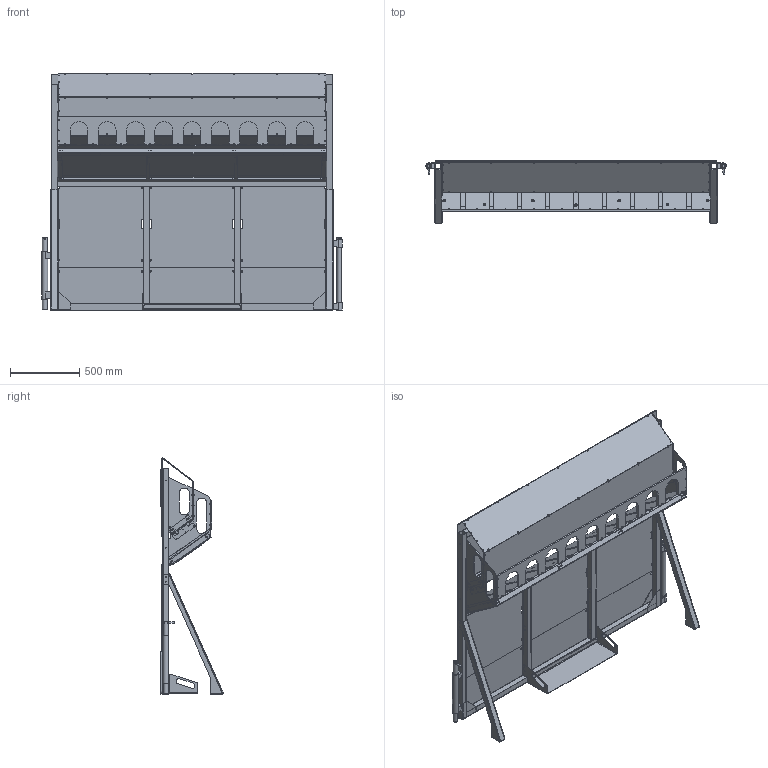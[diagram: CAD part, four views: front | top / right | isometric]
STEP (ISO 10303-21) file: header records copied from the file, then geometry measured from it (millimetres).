
FILE_DESCRIPTION(/* description */ ('STEP AP242','CAx-IF Rec.Pracs.---Representation and Presentation of Product Manufacturing Information (PMI)---4.0---2014-10-13','CAx-IF Rec.Pracs.---3D Tessellated Geometry---0.4---2014-09-14','2;1'),/* implementation_level */ '2;1');
FILE_NAME(/* name */ '67ad351f0209ca6ac55935ec',/* time_stamp */ '2025-02-12T23:56:16Z',/* author */ (''),/* organization */ (''),/* preprocessor_version */ 'ST-DEVELOPER v20',/* originating_system */ 'ONSHAPE BY PTC INC, 1.193',/* authorisation */ ' ');
FILE_SCHEMA (('AP242_MANAGED_MODEL_BASED_3D_ENGINEERING_MIM_LF { 1 0 10303 442 1 1 4 }'));
Length unit declared in the file: metre
Products named in the file (29): CORAL STATION (GE-25000); GE-25019; FE-00003-02; GE-25005; GE-25006; GE-25018-01; FE-00003-01; GE-25022; GE-25021; GE-25013-01; GE-25001-08; GE-25001-01; GE-25008; GE-25007; GE-25001-05; GE-25001-07; GE-25001-04; GE-25001-03; GE-25004; GE-25001-06; GE-25012; GE-25017; GE-25001-02; GE-25009; GE-25014; APRILTAG (FE-00083) <1>; FE-00083_ID2; FE-00082; GE-25020
Assembly tree (54 placements, depth 3):
  CORAL STATION (GE-25000)
    GE-25019  x2
    FE-00003-02  x2
    GE-25005
    GE-25006  x2
    GE-25018-01  x4
    FE-00003-01  x2
    GE-25022
    GE-25021  x2
    GE-25013-01  x4
    GE-25001-08  x4
    GE-25001-01  x2
    GE-25008
    GE-25007
    GE-25001-05  x2
    GE-25001-07
    GE-25001-04  x4
    GE-25001-03  x3
    GE-25004
    GE-25001-06
    GE-25012  x4
    GE-25017
    GE-25001-02  x2
    GE-25009
    GE-25014
    APRILTAG (FE-00083) <1>
      FE-00083_ID2  x2
      FE-00082
    GE-25020
Bounding box: 2160.77 x 453.47 x 1699.31 mm (x, y, z)
Volume: 51830288 mm3; surface area: 19809398.7 mm2
Topology: 53 solids, 53 shells, 1873 faces, 4939 edges, 3188 vertices
Faces by surface type: plane 1012, cylinder 855, bspline 6
Full cylindrical faces by diameter (mm): 4.902 x148, 4.915 x24, 6.35 x119, 6.747 x56, 6.756 x8, 7.144 x4, 8.738 x16, 12.7 x6, 15.875 x22, 18.098 x14, 26.67 x2, 33.401 x2, 35.001 x1, 35.052 x2, 42.164 x3
Entity records: 33609 total; most frequent: DIRECTION 5641, CARTESIAN_POINT 5636, ORIENTED_EDGE 4976, EDGE_CURVE 2488, AXIS2_PLACEMENT_3D 2100, EDGE_LOOP 1877, FACE_BOUND 1877, VERTEX_POINT 1785
